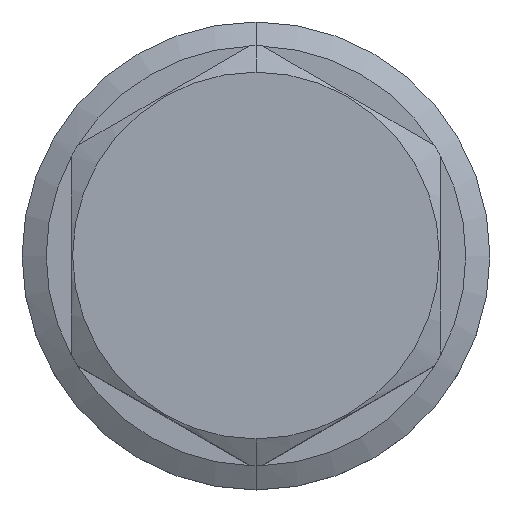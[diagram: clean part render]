
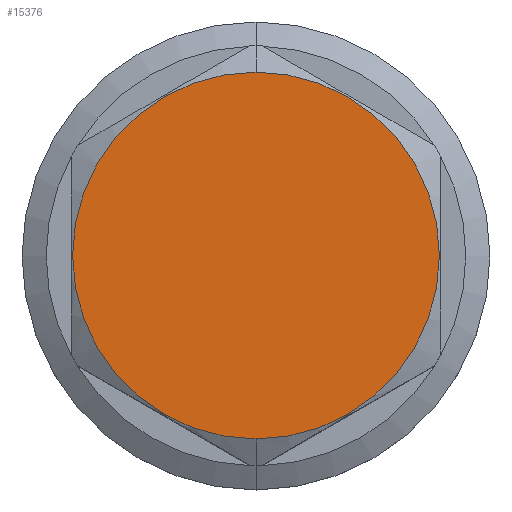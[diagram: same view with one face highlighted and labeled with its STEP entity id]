
A CAD part, top view. The second image highlights one B-rep face of the part: STEP entity #15376.
In plain terms, the highlighted planar face has unit normal (0, 0, 1).
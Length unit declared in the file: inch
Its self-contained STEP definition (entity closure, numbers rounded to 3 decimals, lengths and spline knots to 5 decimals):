
#8870=CARTESIAN_POINT('',(0.,0.,4.313));
#8871=DIRECTION('',(0.,0.,1.));
#8872=DIRECTION('',(0.,-1.,0.));
#8873=AXIS2_PLACEMENT_3D('',#8870,#8871,#8872);
#8875=CARTESIAN_POINT('',(0.,0.,4.313));
#8876=DIRECTION('',(0.,0.,1.));
#8877=DIRECTION('',(0.,1.,0.));
#8878=AXIS2_PLACEMENT_3D('',#8875,#8876,#8877);
#9021=CARTESIAN_POINT('',(0.,-0.807,4.313));
#9022=CARTESIAN_POINT('',(0.,0.807,4.313));
#9023=VERTEX_POINT('',#9021);
#9024=VERTEX_POINT('',#9022);
#15367=CARTESIAN_POINT('',(0.,0.,4.313));
#15368=DIRECTION('',(0.,0.,1.));
#15369=DIRECTION('',(0.,1.,0.));
#15370=AXIS2_PLACEMENT_3D('',#15367,#15368,#15369);
#15371=PLANE('',#15370);
#15372=ORIENTED_EDGE('',*,*,#9607,.F.);
#15373=ORIENTED_EDGE('',*,*,#15358,.F.);
#15374=EDGE_LOOP('',(#15372,#15373));
#15375=FACE_OUTER_BOUND('',#15374,.F.);
#15376=ADVANCED_FACE('',(#15375),#15371,.T.);
#8874=CIRCLE('',#8873,0.807);
#8879=CIRCLE('',#8878,0.807);
#9607=EDGE_CURVE('',#9023,#9024,#8874,.T.);
#15358=EDGE_CURVE('',#9024,#9023,#8879,.T.);
